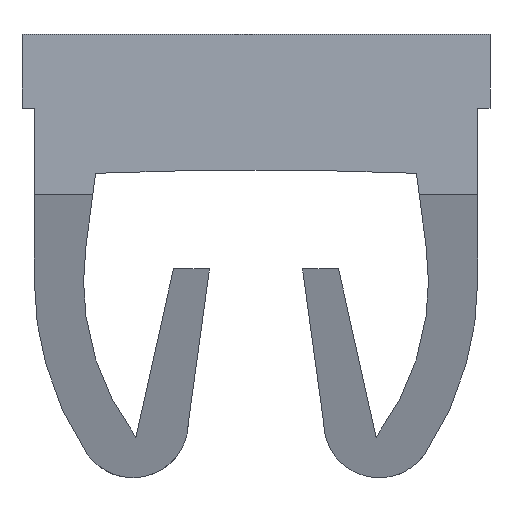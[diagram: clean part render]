
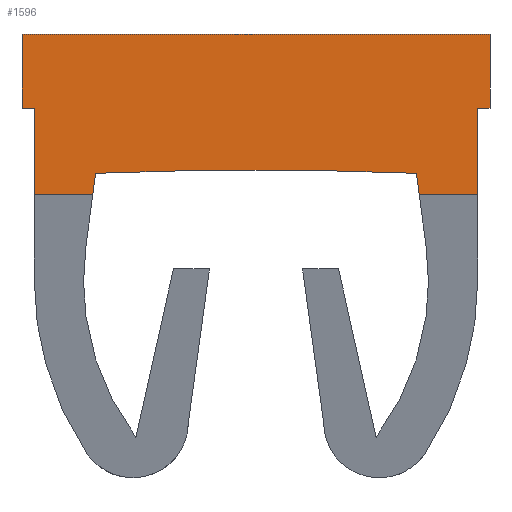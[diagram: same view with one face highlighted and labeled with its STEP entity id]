
A CAD part, front view. The second image highlights one B-rep face of the part: STEP entity #1596.
In plain terms, the highlighted planar face has unit normal (0, -1, 0).
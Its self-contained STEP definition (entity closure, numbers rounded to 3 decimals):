
#985=AXIS2_PLACEMENT_3D('Circle Axis2P3D',#983,#984,$) ;
#1563=AXIS2_PLACEMENT_3D('Plane Axis2P3D',#1560,#1561,#1562) ;
#70=CARTESIAN_POINT('Vertex',(3.6,0.,3.)) ;
#73=CARTESIAN_POINT('Line Origine',(3.6,0.,2.65)) ;
#77=CARTESIAN_POINT('Vertex',(3.6,0.,2.3)) ;
#346=CARTESIAN_POINT('Vertex',(3.7,0.,3.)) ;
#349=CARTESIAN_POINT('Line Origine',(3.65,0.,3.)) ;
#617=CARTESIAN_POINT('Vertex',(3.7,0.,3.6)) ;
#624=CARTESIAN_POINT('Vertex',(-0.1,0.,3.6)) ;
#627=CARTESIAN_POINT('Line Origine',(1.8,0.,3.6)) ;
#644=CARTESIAN_POINT('Line Origine',(3.7,0.,3.3)) ;
#973=CARTESIAN_POINT('Vertex',(0.497,0.,2.472)) ;
#980=CARTESIAN_POINT('Vertex',(3.103,0.,2.472)) ;
#983=CARTESIAN_POINT('Axis2P3D Location',(1.8,0.,-27.5)) ;
#1006=CARTESIAN_POINT('Vertex',(0.475,0.,2.3)) ;
#1073=CARTESIAN_POINT('Line Origine',(0.486,0.,2.386)) ;
#1438=CARTESIAN_POINT('Line Origine',(0.,0.,2.65)) ;
#1442=CARTESIAN_POINT('Vertex',(0.,0.,3.)) ;
#1444=CARTESIAN_POINT('Vertex',(0.,0.,2.3)) ;
#1528=CARTESIAN_POINT('Vertex',(-0.1,0.,3.)) ;
#1531=CARTESIAN_POINT('Line Origine',(-0.05,0.,3.)) ;
#1548=CARTESIAN_POINT('Line Origine',(-0.1,0.,3.3)) ;
#1560=CARTESIAN_POINT('Axis2P3D Location',(1.8,0.,2.5)) ;
#1565=CARTESIAN_POINT('Line Origine',(3.114,0.,2.386)) ;
#1569=CARTESIAN_POINT('Vertex',(3.125,0.,2.3)) ;
#1572=CARTESIAN_POINT('Line Origine',(3.363,0.,2.3)) ;
#1577=CARTESIAN_POINT('Line Origine',(0.237,0.,2.3)) ;
#74=DIRECTION('Vector Direction',(0.,0.,1.)) ;
#350=DIRECTION('Vector Direction',(1.,0.,0.)) ;
#628=DIRECTION('Vector Direction',(1.,0.,0.)) ;
#645=DIRECTION('Vector Direction',(0.,0.,1.)) ;
#984=DIRECTION('Axis2P3D Direction',(0.,-1.,0.)) ;
#1074=DIRECTION('Vector Direction',(-0.131,0.,-0.991)) ;
#1439=DIRECTION('Vector Direction',(0.,0.,-1.)) ;
#1532=DIRECTION('Vector Direction',(1.,0.,0.)) ;
#1549=DIRECTION('Vector Direction',(0.,0.,-1.)) ;
#1561=DIRECTION('Axis2P3D Direction',(0.,-1.,0.)) ;
#1562=DIRECTION('Axis2P3D XDirection',(1.,0.,0.)) ;
#1566=DIRECTION('Vector Direction',(0.131,0.,-0.991)) ;
#1573=DIRECTION('Vector Direction',(1.,0.,0.)) ;
#1578=DIRECTION('Vector Direction',(1.,0.,0.)) ;
#75=VECTOR('Line Direction',#74,1.) ;
#351=VECTOR('Line Direction',#350,1.) ;
#629=VECTOR('Line Direction',#628,1.) ;
#646=VECTOR('Line Direction',#645,1.) ;
#1075=VECTOR('Line Direction',#1074,1.) ;
#1440=VECTOR('Line Direction',#1439,1.) ;
#1533=VECTOR('Line Direction',#1532,1.) ;
#1550=VECTOR('Line Direction',#1549,1.) ;
#1567=VECTOR('Line Direction',#1566,1.) ;
#1574=VECTOR('Line Direction',#1573,1.) ;
#1579=VECTOR('Line Direction',#1578,1.) ;
#1583=ORIENTED_EDGE('',*,*,#1077,.T.) ;
#1584=ORIENTED_EDGE('',*,*,#987,.T.) ;
#1585=ORIENTED_EDGE('',*,*,#1571,.T.) ;
#1586=ORIENTED_EDGE('',*,*,#1576,.T.) ;
#1587=ORIENTED_EDGE('',*,*,#79,.T.) ;
#1588=ORIENTED_EDGE('',*,*,#353,.T.) ;
#1589=ORIENTED_EDGE('',*,*,#648,.T.) ;
#1590=ORIENTED_EDGE('',*,*,#631,.T.) ;
#1591=ORIENTED_EDGE('',*,*,#1552,.T.) ;
#1592=ORIENTED_EDGE('',*,*,#1535,.T.) ;
#1593=ORIENTED_EDGE('',*,*,#1446,.T.) ;
#1594=ORIENTED_EDGE('',*,*,#1581,.T.) ;
#1596=ADVANCED_FACE('S3D_gedreht',(#1595),#1564,.T.) ;
#986=CIRCLE('generated circle',#985,30.) ;
#79=EDGE_CURVE('',#78,#71,#76,.T.) ;
#353=EDGE_CURVE('',#71,#347,#352,.T.) ;
#631=EDGE_CURVE('',#618,#625,#630,.F.) ;
#648=EDGE_CURVE('',#347,#618,#647,.T.) ;
#987=EDGE_CURVE('',#974,#981,#986,.F.) ;
#1077=EDGE_CURVE('',#1007,#974,#1076,.F.) ;
#1446=EDGE_CURVE('',#1443,#1445,#1441,.T.) ;
#1535=EDGE_CURVE('',#1529,#1443,#1534,.T.) ;
#1552=EDGE_CURVE('',#625,#1529,#1551,.T.) ;
#1571=EDGE_CURVE('',#981,#1570,#1568,.T.) ;
#1576=EDGE_CURVE('',#1570,#78,#1575,.T.) ;
#1581=EDGE_CURVE('',#1445,#1007,#1580,.T.) ;
#1582=EDGE_LOOP('',(#1583,#1584,#1585,#1586,#1587,#1588,#1589,#1590,#1591,#1592,#1593,#1594)) ;
#1595=FACE_OUTER_BOUND('',#1582,.T.) ;
#76=LINE('Line',#73,#75) ;
#352=LINE('Line',#349,#351) ;
#630=LINE('Line',#627,#629) ;
#647=LINE('Line',#644,#646) ;
#1076=LINE('Line',#1073,#1075) ;
#1441=LINE('Line',#1438,#1440) ;
#1534=LINE('Line',#1531,#1533) ;
#1551=LINE('Line',#1548,#1550) ;
#1568=LINE('Line',#1565,#1567) ;
#1575=LINE('Line',#1572,#1574) ;
#1580=LINE('Line',#1577,#1579) ;
#1564=PLANE('',#1563) ;
#71=VERTEX_POINT('',#70) ;
#78=VERTEX_POINT('',#77) ;
#347=VERTEX_POINT('',#346) ;
#618=VERTEX_POINT('',#617) ;
#625=VERTEX_POINT('',#624) ;
#974=VERTEX_POINT('',#973) ;
#981=VERTEX_POINT('',#980) ;
#1007=VERTEX_POINT('',#1006) ;
#1443=VERTEX_POINT('',#1442) ;
#1445=VERTEX_POINT('',#1444) ;
#1529=VERTEX_POINT('',#1528) ;
#1570=VERTEX_POINT('',#1569) ;
